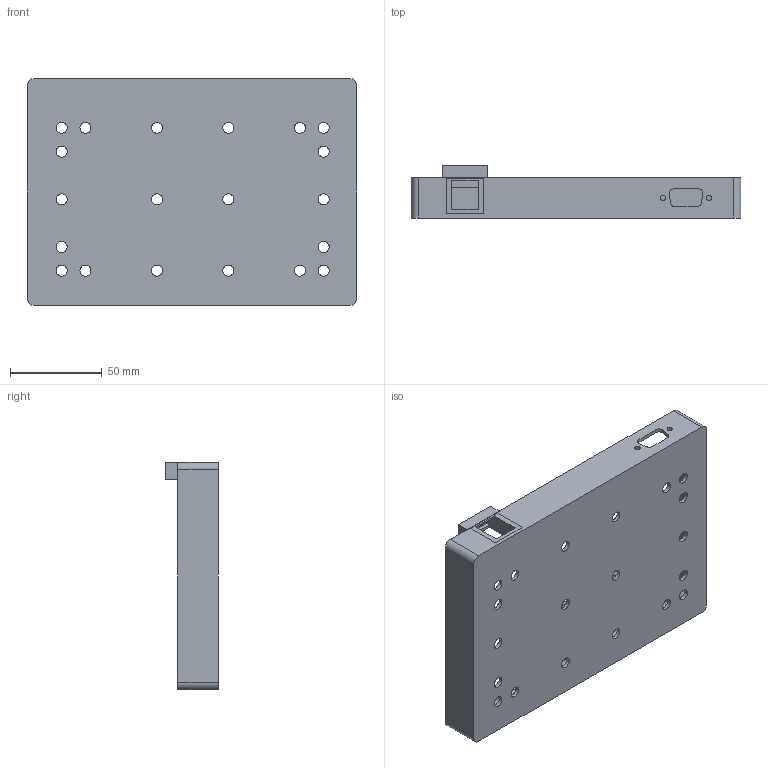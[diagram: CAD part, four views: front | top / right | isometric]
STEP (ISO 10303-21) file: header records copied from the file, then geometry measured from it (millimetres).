
FILE_DESCRIPTION(/* description */ (''),/* implementation_level */ '2;1');
FILE_NAME(/* name */ 'UPS Monitor Case.step',/* time_stamp */ '2025-10-02T15:14:14+13:00',/* author */ (''),/* organization */ (''),/* preprocessor_version */ 'ST-DEVELOPER v20.1',/* originating_system */ 'Autodesk Translation Framework v14.17.0.0',/* authorisation */ '');
FILE_SCHEMA (('AUTOMOTIVE_DESIGN { 1 0 10303 214 3 1 1 }'));
Length unit declared in the file: millimetre
Products named in the file (1): UPS Monitor Case V3
Bounding box: 180 x 28.61 x 124 mm (x, y, z)
Volume: 100214 mm3; surface area: 73038.4 mm2
Topology: 1 solids, 1 shells, 154 faces, 405 edges, 262 vertices
Faces by surface type: plane 72, cylinder 66, bspline 8, torus 6, sphere 2
Full cylindrical faces by diameter (mm): 3 x2, 4 x6, 6 x20, 8 x2
Entity records: 4994 total; most frequent: CARTESIAN_POINT 931, DIRECTION 860, ORIENTED_EDGE 810, EDGE_CURVE 405, AXIS2_PLACEMENT_3D 309, VERTEX_POINT 262, LINE 242, VECTOR 242
